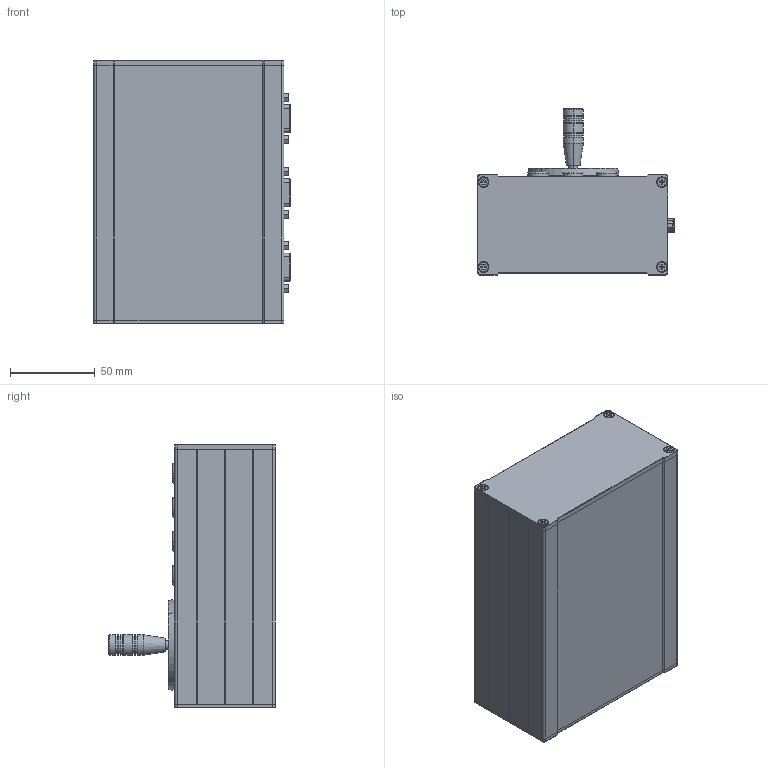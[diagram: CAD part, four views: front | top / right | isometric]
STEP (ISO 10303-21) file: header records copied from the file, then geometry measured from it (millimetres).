
FILE_DESCRIPTION (( 'STEP AP214' ), '1' );
FILE_NAME ('欄鍣嚦鴀 mDrive J2-B3_1.1.0.STEP', '2025-02-10T14:02:54', ( 'admin' ), ( '' ), 'SwSTEP 2.0', 'SolidWorks 2016', '' );
FILE_SCHEMA (( 'AUTOMOTIVE_DESIGN' ));
Length unit declared in the file: millimetre
Products named in the file (34): DB-9F; R1mJoy_1.1.0; SB6mJoy_1.1.0; CN3mJoy_1.1.0; mJoy_1.1.0; R3mJoy_1.1.0; R2mJoy_1.1.0; 欄鍣嚦鴀 mDrive J2-B3_1.1.0; SB4mJoy_1.1.0; R4mJoy_1.1.0; CN2mJoy_1.1.0; Back_wall; R6mJoy_1.1.0; joystic; BoardmJoy_1.1.0; button_hole_6x6x20.0; button_cover; Profile_150_bot; R5mJoy_1.1.0; M3x8; SB3mJoy_1.1.0; Profile_150; RESC200X125X60L35N; SB5mJoy_1.1.0; wall; Seal^D400B-M4-10KB_3-Axis_Joystick_with_Button; CN1mJoy_1.1.0; M2x10_hide; SB1mJoy_1.1.0; SB2mJoy_1.1.0; JOY1mJoy_1.1.0; joy_handle; Mount_Ring^D400B-M4-10KB_3-Axis_Joystick_with_Button; Main^D400B-M4-10KB_3-Axis_Joystick_with_Button
Assembly tree (60 placements, depth 5):
  欄鍣嚦鴀 mDrive J2-B3_1.1.0
    Profile_150_bot
    Profile_150
    Back_wall
    wall
    button_cover  x6
    M2x10_hide  x4
    M3x8  x8
    mJoy_1.1.0
      BoardmJoy_1.1.0
      R6mJoy_1.1.0
        RESC200X125X60L35N
      R5mJoy_1.1.0
        RESC200X125X60L35N
      R4mJoy_1.1.0
        RESC200X125X60L35N
      R3mJoy_1.1.0
        RESC200X125X60L35N
      R2mJoy_1.1.0
        RESC200X125X60L35N
      R1mJoy_1.1.0
        RESC200X125X60L35N
      CN1mJoy_1.1.0
        DB-9F
      CN2mJoy_1.1.0
        DB-9F
      CN3mJoy_1.1.0
        DB-9F
      SB6mJoy_1.1.0
        button_hole_6x6x20.0
      SB3mJoy_1.1.0
        button_hole_6x6x20.0
      SB4mJoy_1.1.0
        button_hole_6x6x20.0
      SB1mJoy_1.1.0
        button_hole_6x6x20.0
      SB2mJoy_1.1.0
        button_hole_6x6x20.0
      JOY1mJoy_1.1.0
        joystic
          Mount_Ring^D400B-M4-10KB_3-Axis_Joystick_with_Button
          Main^D400B-M4-10KB_3-Axis_Joystick_with_Button
          Seal^D400B-M4-10KB_3-Axis_Joystick_with_Button
          joy_handle
      SB5mJoy_1.1.0
        button_hole_6x6x20.0
Bounding box: 115.81 x 97.77 x 155 mm (x, y, z)
Volume: 252918.2 mm3; surface area: 208132.2 mm2
Topology: 60 solids, 60 shells, 5336 faces, 13818 edges, 8707 vertices
Faces by surface type: plane 3029, cylinder 1683, bspline 398, cone 190, torus 36
Entity records: 102396 total; most frequent: CARTESIAN_POINT 20078, ORIENTED_EDGE 12676, DIRECTION 12361, EDGE_CURVE 6338, VECTOR 4251, LINE 4251, VERTEX_POINT 4103, AXIS2_PLACEMENT_3D 4055
